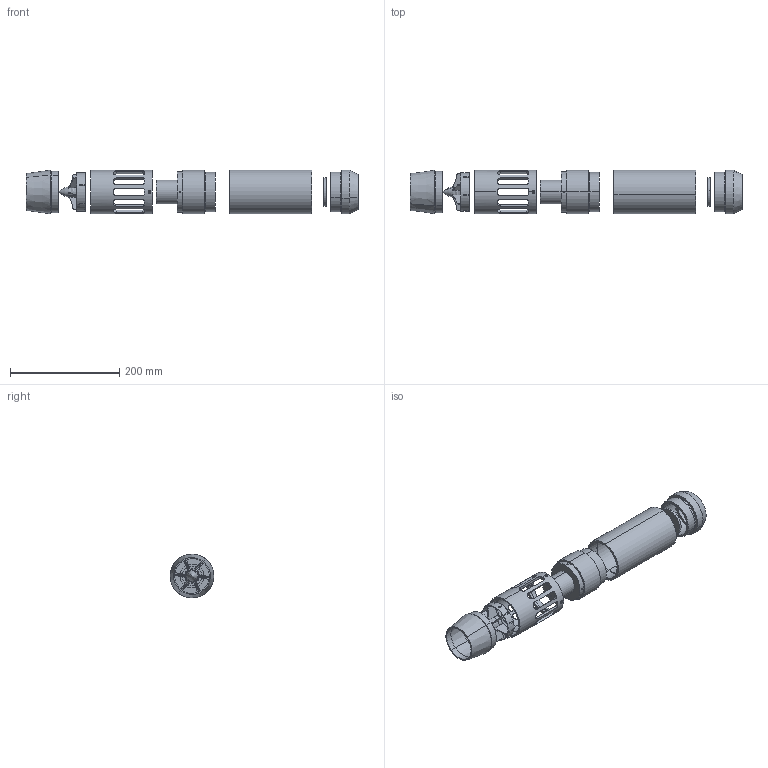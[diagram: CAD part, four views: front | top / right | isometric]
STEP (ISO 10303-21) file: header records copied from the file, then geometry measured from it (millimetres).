
FILE_DESCRIPTION (( 'STEP AP214' ), '1' );
FILE_NAME ('UWSC_V2_MONTAJ_V2.STEP', '2025-06-04T16:07:16', ( '' ), ( '' ), 'SwSTEP 2.0', 'SolidWorks 2025', '' );
FILE_SCHEMA (( 'AUTOMOTIVE_DESIGN' ));
Length unit declared in the file: millimetre
Products named in the file (8): UWSC_V2_MOTOR_DIFFUSER_V2; UWSC_V2_TOP; UWSC_V2_MOTOR_2_V2; UWSC_V2_MOTOR_1_V2; UWSC_V2_BODY_V2; UWSC_V2_TOP_GLASS; UWSC_V2_MONTAJ_V2; UWSC_V2_MOTOR_3_V2
Assembly tree (7 placements, depth 2):
  UWSC_V2_MONTAJ_V2
    UWSC_V2_MOTOR_1_V2
    UWSC_V2_BODY_V2
    UWSC_V2_TOP
    UWSC_V2_TOP_GLASS
    UWSC_V2_MOTOR_2_V2
    UWSC_V2_MOTOR_3_V2
    UWSC_V2_MOTOR_DIFFUSER_V2
Bounding box: 609.11 x 80 x 80 mm (x, y, z)
Volume: 545895.4 mm3; surface area: 247084.6 mm2
Topology: 7 solids, 7 shells, 325 faces, 884 edges, 572 vertices
Faces by surface type: cylinder 155, plane 144, cone 16, bspline 8, torus 2
Entity records: 16423 total; most frequent: CARTESIAN_POINT 8033, ORIENTED_EDGE 1764, DIRECTION 1605, EDGE_CURVE 882, AXIS2_PLACEMENT_3D 586, VERTEX_POINT 572, LINE 433, VECTOR 433
